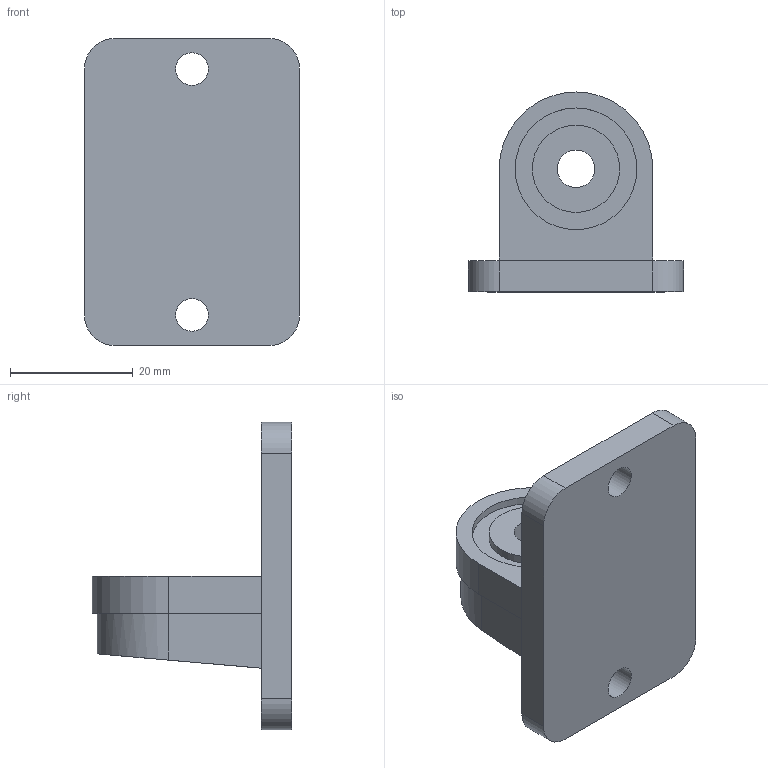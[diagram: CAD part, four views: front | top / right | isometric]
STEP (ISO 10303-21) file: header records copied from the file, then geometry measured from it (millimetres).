
FILE_DESCRIPTION( ( 'STEP AP214' ), '1' );
FILE_NAME( 'K0487.18.stp', '2020-12-08T10:27:05', ( '' ), ( '' ), ' ', 'PARTsolutions', ' ' );
FILE_SCHEMA( ( 'AUTOMOTIVE_DESIGN { 1 0 10303 214 1 1 1 1 }' ) );
Length unit declared in the file: millimetre
Products named in the file (1): _K0487.18
Bounding box: 35 x 32.5 x 50 mm (x, y, z)
Volume: 14044.8 mm3; surface area: 7314.3 mm2
Topology: 1 solids, 1 shells, 47 faces, 123 edges, 83 vertices
Faces by surface type: plane 30, cylinder 17
Full cylindrical faces by diameter (mm): 5.3 x2, 6.1 x1, 14.2 x1, 15 x1, 19.8 x1
Entity records: 1806 total; most frequent: DIRECTION 248, CARTESIAN_POINT 242, ORIENTED_EDGE 228, EDGE_CURVE 114, AXIS2_PLACEMENT_3D 86, VERTEX_POINT 80, LINE 76, VECTOR 76
